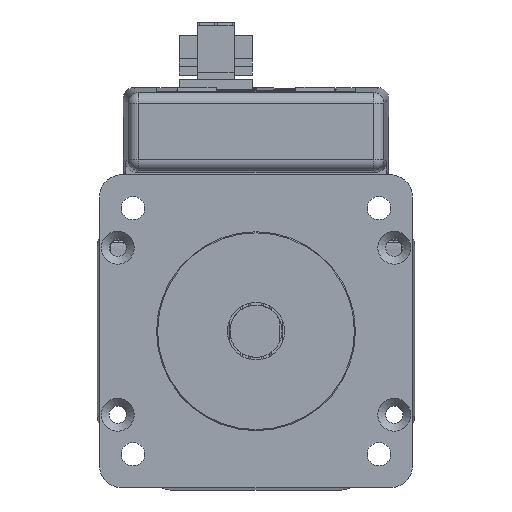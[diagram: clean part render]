
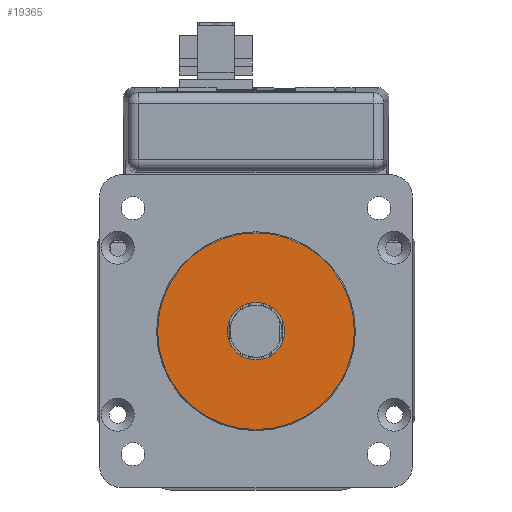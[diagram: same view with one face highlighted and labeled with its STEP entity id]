
A CAD part, front view. The second image highlights one B-rep face of the part: STEP entity #19365.
In plain terms, the highlighted planar face has unit normal (0, -1, 0).
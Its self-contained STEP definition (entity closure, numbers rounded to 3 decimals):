
#18852 = EDGE_CURVE ( 'NONE', #31864, #31864, #28680, .T. ) ;
#19157 = EDGE_LOOP ( 'NONE', ( #19163 ) ) ;
#19163 = ORIENTED_EDGE ( 'NONE', *, *, #18852, .T. ) ;
#19180 = ORIENTED_EDGE ( 'NONE', *, *, #19355, .T. ) ;
#19355 = EDGE_CURVE ( 'NONE', #31851, #31851, #28825, .T. ) ;
#19365 = ADVANCED_FACE ( 'NONE', ( #28722, #28734 ), #28830, .T. ) ;
#19613 = EDGE_LOOP ( 'NONE', ( #19180 ) ) ;
#28665 = AXIS2_PLACEMENT_3D ( 'NONE', #28714, #28713, #28712 ) ;
#28680 = CIRCLE ( 'NONE', #28665, 5.5 ) ;
#28712 = DIRECTION ( 'NONE',  ( 0., 0., 1. ) ) ;
#28713 = DIRECTION ( 'NONE',  ( 0., 1., 0. ) ) ;
#28714 = CARTESIAN_POINT ( 'NONE',  ( -15.416, -24.907, -10.078 ) ) ;
#28722 = FACE_OUTER_BOUND ( 'NONE', #19613, .T. ) ;
#28732 = AXIS2_PLACEMENT_3D ( 'NONE', #28750, #28749, #28805 ) ;
#28734 = FACE_BOUND ( 'NONE', #19157, .T. ) ;
#28749 = DIRECTION ( 'NONE',  ( 0., -1., 0. ) ) ;
#28750 = CARTESIAN_POINT ( 'NONE',  ( -15.416, -24.907, -10.078 ) ) ;
#28805 = DIRECTION ( 'NONE',  ( 0., 0., -1. ) ) ;
#28819 = DIRECTION ( 'NONE',  ( 0., 0., -1. ) ) ;
#28821 = DIRECTION ( 'NONE',  ( 0., -1., 0. ) ) ;
#28822 = CARTESIAN_POINT ( 'NONE',  ( -15.416, -24.907, -10.078 ) ) ;
#28824 = AXIS2_PLACEMENT_3D ( 'NONE', #28822, #28821, #28819 ) ;
#28825 = CIRCLE ( 'NONE', #28824, 18.85 ) ;
#28830 = PLANE ( 'NONE',  #28732 ) ;
#31848 = CARTESIAN_POINT ( 'NONE',  ( -15.416, -24.907, -28.928 ) ) ;
#31851 = VERTEX_POINT ( 'NONE', #31848 ) ;
#31860 = CARTESIAN_POINT ( 'NONE',  ( -15.416, -24.907, -4.578 ) ) ;
#31864 = VERTEX_POINT ( 'NONE', #31860 ) ;
